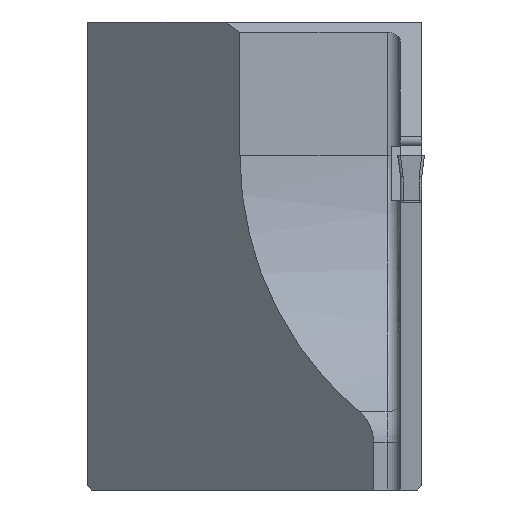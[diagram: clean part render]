
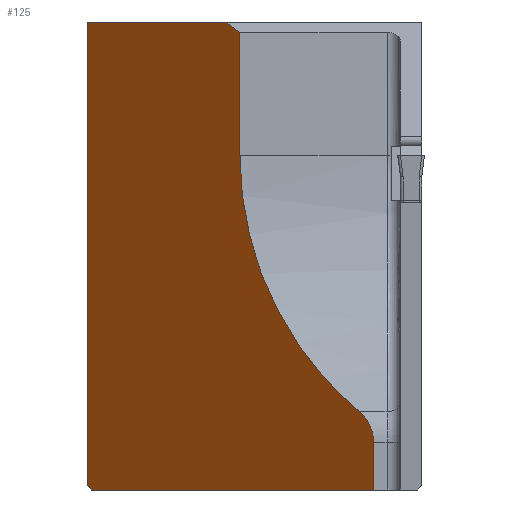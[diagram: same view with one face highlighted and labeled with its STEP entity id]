
A CAD part, left-side view. The second image highlights one B-rep face of the part: STEP entity #125.
In plain terms, the highlighted planar face has unit normal (-0.707, 0.707, 0).
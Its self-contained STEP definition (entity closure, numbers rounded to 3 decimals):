
#76=ELLIPSE('',#1306,4.243,3.);
#77=ELLIPSE('',#1309,35.355,25.);
#125=ADVANCED_FACE('',(#246),#191,.F.);
#191=PLANE('',#1324);
#246=FACE_OUTER_BOUND('',#318,.T.);
#318=EDGE_LOOP('',(#520,#521,#522,#523,#524,#525,#526,#527,#528));
#520=ORIENTED_EDGE('',*,*,#916,.F.);
#521=ORIENTED_EDGE('',*,*,#927,.T.);
#522=ORIENTED_EDGE('',*,*,#865,.F.);
#523=ORIENTED_EDGE('',*,*,#878,.F.);
#524=ORIENTED_EDGE('',*,*,#873,.F.);
#525=ORIENTED_EDGE('',*,*,#889,.F.);
#526=ORIENTED_EDGE('',*,*,#917,.F.);
#527=ORIENTED_EDGE('',*,*,#908,.F.);
#528=ORIENTED_EDGE('',*,*,#912,.F.);
#756=VERTEX_POINT('',#1780);
#757=VERTEX_POINT('',#1781);
#761=VERTEX_POINT('',#1794);
#763=VERTEX_POINT('',#1797);
#773=VERTEX_POINT('',#1826);
#779=VERTEX_POINT('',#1864);
#780=VERTEX_POINT('',#1866);
#783=VERTEX_POINT('',#1873);
#785=VERTEX_POINT('',#1880);
#865=EDGE_CURVE('',#756,#757,#1038,.T.);
#873=EDGE_CURVE('',#761,#763,#1046,.T.);
#878=EDGE_CURVE('',#763,#756,#1051,.T.);
#889=EDGE_CURVE('',#773,#761,#1061,.T.);
#908=EDGE_CURVE('',#779,#780,#76,.T.);
#912=EDGE_CURVE('',#783,#779,#77,.T.);
#916=EDGE_CURVE('',#785,#783,#1084,.T.);
#917=EDGE_CURVE('',#780,#773,#1085,.T.);
#927=EDGE_CURVE('',#785,#757,#1088,.T.);
#1038=LINE('',#1779,#1167);
#1046=LINE('',#1796,#1175);
#1051=LINE('',#1806,#1180);
#1061=LINE('',#1827,#1190);
#1084=LINE('',#1881,#1213);
#1085=LINE('',#1883,#1214);
#1088=LINE('',#1916,#1217);
#1167=VECTOR('',#1420,1.);
#1175=VECTOR('',#1432,1.);
#1180=VECTOR('',#1441,1.);
#1190=VECTOR('',#1457,1.);
#1213=VECTOR('',#1518,1.);
#1214=VECTOR('',#1521,1.);
#1217=VECTOR('',#1546,1.);
#1306=AXIS2_PLACEMENT_3D('',#1865,#1502,#1503);
#1309=AXIS2_PLACEMENT_3D('',#1874,#1510,#1511);
#1324=AXIS2_PLACEMENT_3D('',#1917,#1547,#1548);
#1420=DIRECTION('',(-0.707,-0.707,0.));
#1432=DIRECTION('',(0.577,0.577,0.577));
#1441=DIRECTION('',(0.,0.,1.));
#1457=DIRECTION('',(0.707,0.707,0.));
#1502=DIRECTION('',(0.707,-0.707,0.));
#1503=DIRECTION('',(-0.707,-0.707,0.));
#1510=DIRECTION('',(-0.707,0.707,0.));
#1511=DIRECTION('',(-0.707,-0.707,0.));
#1518=DIRECTION('',(0.,0.,-1.));
#1521=DIRECTION('',(0.,0.,-1.));
#1546=DIRECTION('',(0.634,0.634,0.444));
#1547=DIRECTION('',(0.707,-0.707,0.));
#1548=DIRECTION('',(0.707,0.707,0.));
#1779=CARTESIAN_POINT('',(6.,-21.4,10.));
#1780=CARTESIAN_POINT('',(27.4,0.,10.));
#1781=CARTESIAN_POINT('',(17.089,-10.311,10.));
#1794=CARTESIAN_POINT('',(27.1,-0.3,-25.));
#1796=CARTESIAN_POINT('',(11.367,-16.033,-40.733));
#1797=CARTESIAN_POINT('',(27.4,0.,-24.7));
#1806=CARTESIAN_POINT('',(27.4,0.,-30.));
#1826=CARTESIAN_POINT('',(6.,-21.4,-25.));
#1827=CARTESIAN_POINT('',(6.,-21.4,-25.));
#1864=CARTESIAN_POINT('',(7.071,-20.329,-19.15));
#1865=CARTESIAN_POINT('',(9.,-18.4,-21.448));
#1866=CARTESIAN_POINT('',(6.,-21.4,-21.448));
#1873=CARTESIAN_POINT('',(16.,-11.4,0.));
#1874=CARTESIAN_POINT('',(-9.,-36.4,0.));
#1880=CARTESIAN_POINT('',(16.,-11.4,9.238));
#1881=CARTESIAN_POINT('',(16.,-11.4,-30.));
#1883=CARTESIAN_POINT('',(6.,-21.4,-30.));
#1916=CARTESIAN_POINT('',(9.945,-17.455,4.997));
#1917=CARTESIAN_POINT('',(6.,-21.4,-30.));
